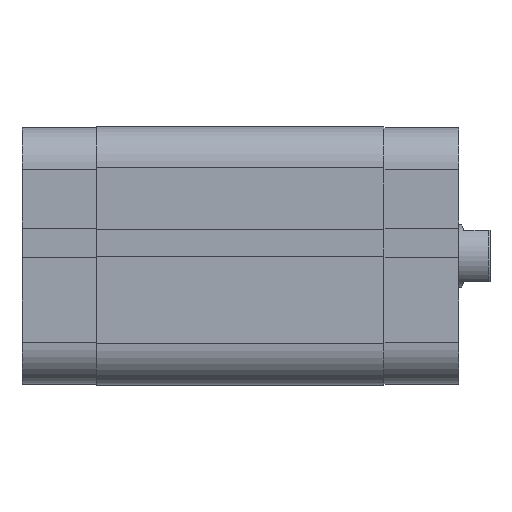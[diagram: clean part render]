
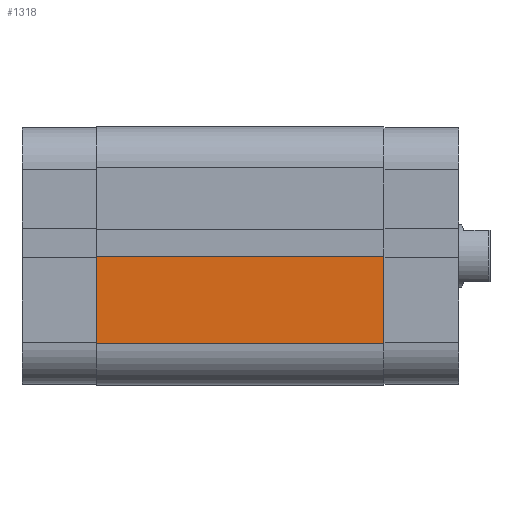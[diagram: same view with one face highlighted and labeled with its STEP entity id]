
A CAD part, top view. The second image highlights one B-rep face of the part: STEP entity #1318.
In plain terms, the highlighted face is planar.
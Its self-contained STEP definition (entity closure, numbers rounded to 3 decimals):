
#202 = FACE_OUTER_BOUND ( 'NONE', #2733, .T. ) ;
#756 = VECTOR ( 'NONE', #1906, 1000. ) ;
#833 = LINE ( 'NONE', #1897, #756 ) ;
#1128 = EDGE_CURVE ( 'NONE', #1560, #1570, #833, .T. ) ;
#1133 = EDGE_CURVE ( 'NONE', #1595, #1570, #2855, .T. ) ;
#1318 = ADVANCED_FACE ( 'NONE', ( #202 ), #2390, .F. ) ;
#1560 = VERTEX_POINT ( 'NONE', #6006 ) ;
#1570 = VERTEX_POINT ( 'NONE', #6016 ) ;
#1595 = VERTEX_POINT ( 'NONE', #6041 ) ;
#1598 = VERTEX_POINT ( 'NONE', #6044 ) ;
#1897 = CARTESIAN_POINT ( 'NONE',  ( 0., -25., 0. ) ) ;
#1906 = DIRECTION ( 'NONE',  ( 1., 0., 0. ) ) ;
#1908 = CARTESIAN_POINT ( 'NONE',  ( 17., -25., 55.5 ) ) ;
#1918 = DIRECTION ( 'NONE',  ( 0., 0., -1. ) ) ;
#2389 = CARTESIAN_POINT ( 'NONE',  ( 0., -25., 55.5 ) ) ;
#2390 = PLANE ( 'NONE',  #4957 ) ;
#2392 = DIRECTION ( 'NONE',  ( 0., 1., 0. ) ) ;
#2393 = DIRECTION ( 'NONE',  ( -1., 0., 0. ) ) ;
#2700 = ORIENTED_EDGE ( 'NONE', *, *, #1133, .F. ) ;
#2702 = ORIENTED_EDGE ( 'NONE', *, *, #1128, .T. ) ;
#2733 = EDGE_LOOP ( 'NONE', ( #2702, #2700, #2742, #2743 ) ) ;
#2742 = ORIENTED_EDGE ( 'NONE', *, *, #4858, .F. ) ;
#2743 = ORIENTED_EDGE ( 'NONE', *, *, #4800, .T. ) ;
#2855 = LINE ( 'NONE', #1908, #2869 ) ;
#2869 = VECTOR ( 'NONE', #1918, 1000. ) ;
#4056 = CARTESIAN_POINT ( 'NONE',  ( 0.1, -25., 55.5 ) ) ;
#4068 = DIRECTION ( 'NONE',  ( 0., 0., -1. ) ) ;
#4199 = CARTESIAN_POINT ( 'NONE',  ( 0., -25., 55.5 ) ) ;
#4200 = DIRECTION ( 'NONE',  ( 1., 0., 0. ) ) ;
#4370 = LINE ( 'NONE', #4056, #4374 ) ;
#4374 = VECTOR ( 'NONE', #4068, 1000. ) ;
#4472 = LINE ( 'NONE', #4199, #4473 ) ;
#4473 = VECTOR ( 'NONE', #4200, 1000. ) ;
#4800 = EDGE_CURVE ( 'NONE', #1598, #1560, #4370, .T. ) ;
#4858 = EDGE_CURVE ( 'NONE', #1598, #1595, #4472, .T. ) ;
#4957 = AXIS2_PLACEMENT_3D ( 'NONE', #2389, #2392, #2393 ) ;
#6006 = CARTESIAN_POINT ( 'NONE',  ( 0.1, -25., 0. ) ) ;
#6016 = CARTESIAN_POINT ( 'NONE',  ( 17., -25., 0. ) ) ;
#6041 = CARTESIAN_POINT ( 'NONE',  ( 17., -25., 55.5 ) ) ;
#6044 = CARTESIAN_POINT ( 'NONE',  ( 0.1, -25., 55.5 ) ) ;
